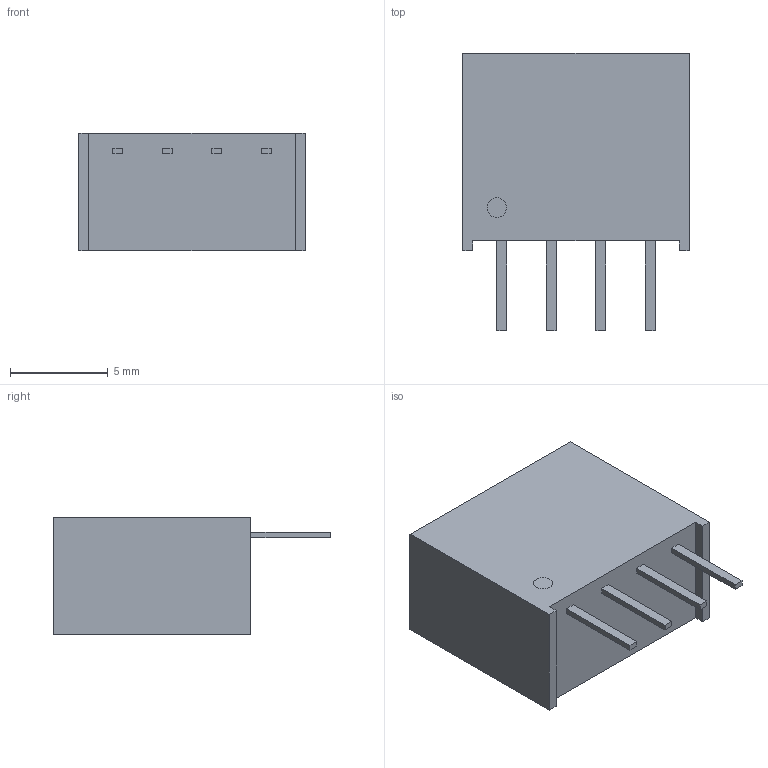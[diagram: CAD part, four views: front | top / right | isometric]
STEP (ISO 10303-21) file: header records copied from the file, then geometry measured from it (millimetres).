
FILE_DESCRIPTION (( 'STEP AP214' ), '1' );
FILE_NAME ('B0505S-1WR2.STEP', '2020-03-02T22:51:29', ( '' ), ( '' ), 'SwSTEP 2.0', 'SolidWorks 2017', '' );
FILE_SCHEMA (( 'AUTOMOTIVE_DESIGN' ));
Length unit declared in the file: millimetre
Products named in the file (1): B0505S-1WR2
Bounding box: 11.6 x 14.2 x 6 mm (x, y, z)
Volume: 673.9 mm3; surface area: 523 mm2
Topology: 6 solids, 6 shells, 41 faces, 84 edges, 56 vertices
Faces by surface type: plane 37, cylinder 4
Entity records: 1145 total; most frequent: CARTESIAN_POINT 182, DIRECTION 176, ORIENTED_EDGE 168, EDGE_CURVE 84, VECTOR 76, LINE 76, VERTEX_POINT 56, AXIS2_PLACEMENT_3D 50
